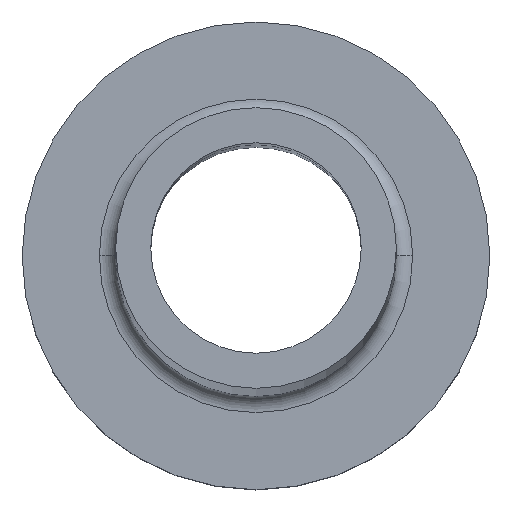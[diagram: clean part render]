
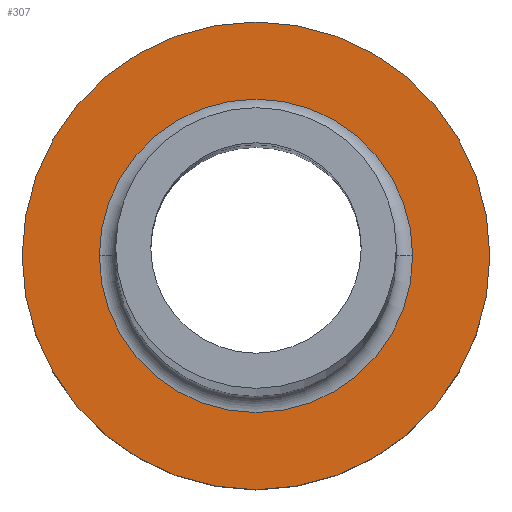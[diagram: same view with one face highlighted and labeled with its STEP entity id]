
A CAD part, top view. The second image highlights one B-rep face of the part: STEP entity #307.
In plain terms, the highlighted planar face has unit normal (0, 0, 1).
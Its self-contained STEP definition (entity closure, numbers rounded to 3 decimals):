
#16 = DIRECTION ( 'NONE',  ( 0., 0., 1. ) ) ;
#19 = VERTEX_POINT ( 'NONE', #400 ) ;
#20 = DIRECTION ( 'NONE',  ( 1., 0., 0. ) ) ;
#53 = CARTESIAN_POINT ( 'NONE',  ( -6.7, 0., 7. ) ) ;
#54 = DIRECTION ( 'NONE',  ( 0., 0., 1. ) ) ;
#86 = DIRECTION ( 'NONE',  ( 1., 0., 0. ) ) ;
#97 = CARTESIAN_POINT ( 'NONE',  ( 0., 0., 7. ) ) ;
#108 = AXIS2_PLACEMENT_3D ( 'NONE', #97, #16, #243 ) ;
#132 = EDGE_CURVE ( 'NONE', #258, #19, #174, .T. ) ;
#141 = VERTEX_POINT ( 'NONE', #333 ) ;
#149 = CARTESIAN_POINT ( 'NONE',  ( 0., 0., 7. ) ) ;
#163 = CARTESIAN_POINT ( 'NONE',  ( 0., 0., 7. ) ) ;
#166 = AXIS2_PLACEMENT_3D ( 'NONE', #149, #192, #86 ) ;
#171 = DIRECTION ( 'NONE',  ( 0., 0., 1. ) ) ;
#174 = CIRCLE ( 'NONE', #166, 6.7 ) ;
#184 = CARTESIAN_POINT ( 'NONE',  ( -10., 0., 7. ) ) ;
#192 = DIRECTION ( 'NONE',  ( 0., 0., -1. ) ) ;
#197 = AXIS2_PLACEMENT_3D ( 'NONE', #381, #345, #20 ) ;
#203 = DIRECTION ( 'NONE',  ( 1., 0., 0. ) ) ;
#243 = DIRECTION ( 'NONE',  ( 1., 0., 0. ) ) ;
#258 = VERTEX_POINT ( 'NONE', #53 ) ;
#260 = CIRCLE ( 'NONE', #406, 10. ) ;
#274 = DIRECTION ( 'NONE',  ( 1., 0., 0. ) ) ;
#287 = EDGE_CURVE ( 'NONE', #141, #449, #397, .T. ) ;
#290 = EDGE_LOOP ( 'NONE', ( #388, #421 ) ) ;
#301 = CARTESIAN_POINT ( 'NONE',  ( 0., 0., 7. ) ) ;
#302 = AXIS2_PLACEMENT_3D ( 'NONE', #301, #171, #274 ) ;
#307 = ADVANCED_FACE ( 'NONE', ( #340, #417 ), #444, .T. ) ;
#314 = ORIENTED_EDGE ( 'NONE', *, *, #287, .T. ) ;
#333 = CARTESIAN_POINT ( 'NONE',  ( 10., 0., 7. ) ) ;
#340 = FACE_BOUND ( 'NONE', #290, .T. ) ;
#344 = EDGE_CURVE ( 'NONE', #449, #141, #260, .T. ) ;
#345 = DIRECTION ( 'NONE',  ( 0., 0., -1. ) ) ;
#380 = EDGE_CURVE ( 'NONE', #19, #258, #457, .T. ) ;
#381 = CARTESIAN_POINT ( 'NONE',  ( 0., 0., 7. ) ) ;
#386 = ORIENTED_EDGE ( 'NONE', *, *, #344, .T. ) ;
#388 = ORIENTED_EDGE ( 'NONE', *, *, #380, .T. ) ;
#397 = CIRCLE ( 'NONE', #302, 10. ) ;
#400 = CARTESIAN_POINT ( 'NONE',  ( 6.7, 0., 7. ) ) ;
#406 = AXIS2_PLACEMENT_3D ( 'NONE', #163, #54, #203 ) ;
#417 = FACE_OUTER_BOUND ( 'NONE', #452, .T. ) ;
#421 = ORIENTED_EDGE ( 'NONE', *, *, #132, .T. ) ;
#444 = PLANE ( 'NONE',  #108 ) ;
#449 = VERTEX_POINT ( 'NONE', #184 ) ;
#452 = EDGE_LOOP ( 'NONE', ( #386, #314 ) ) ;
#457 = CIRCLE ( 'NONE', #197, 6.7 ) ;
